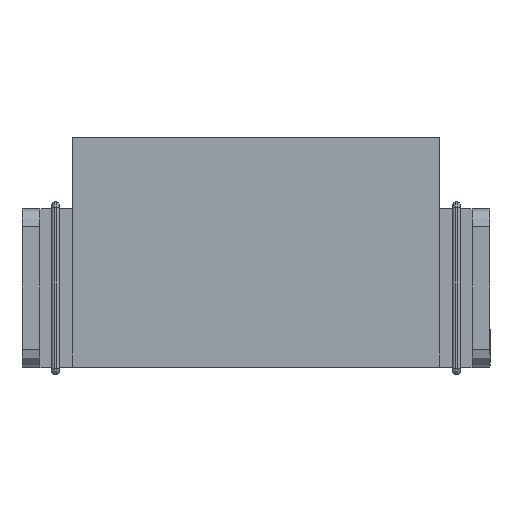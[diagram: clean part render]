
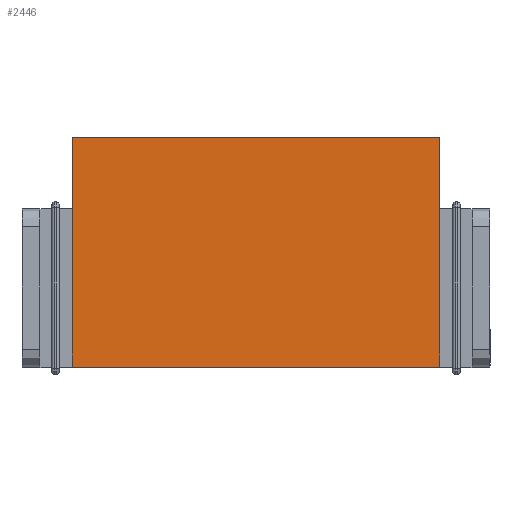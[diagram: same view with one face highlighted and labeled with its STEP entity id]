
A CAD part, top view. The second image highlights one B-rep face of the part: STEP entity #2446.
In plain terms, the highlighted planar face has unit normal (0, 0, 1).
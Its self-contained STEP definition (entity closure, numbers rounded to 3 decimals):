
#311 = CARTESIAN_POINT ( 'NONE',  ( -7.677, 9.61, 8.51 ) ) ;
#1463 = PLANE ( 'NONE',  #10953 ) ;
#1477 = LINE ( 'NONE', #7411, #21532 ) ;
#2446 = ADVANCED_FACE ( 'NONE', ( #14193 ), #1463, .F. ) ;
#2464 = EDGE_LOOP ( 'NONE', ( #26217, #8254, #13508, #3331 ) ) ;
#3233 = EDGE_CURVE ( 'NONE', #28307, #24997, #23225, .T. ) ;
#3331 = ORIENTED_EDGE ( 'NONE', *, *, #5126, .F. ) ;
#3357 = CARTESIAN_POINT ( 'NONE',  ( -9.78, 9.61, 8.51 ) ) ;
#5126 = EDGE_CURVE ( 'NONE', #24997, #16843, #1477, .T. ) ;
#6991 = CARTESIAN_POINT ( 'NONE',  ( -7.677, 9.61, 8.51 ) ) ;
#7411 = CARTESIAN_POINT ( 'NONE',  ( -9.78, 0., 8.51 ) ) ;
#7818 = CARTESIAN_POINT ( 'NONE',  ( 7.677, 9.61, 8.51 ) ) ;
#8096 = VECTOR ( 'NONE', #11213, 1000. ) ;
#8254 = ORIENTED_EDGE ( 'NONE', *, *, #24870, .F. ) ;
#10953 = AXIS2_PLACEMENT_3D ( 'NONE', #3357, #21041, #12332 ) ;
#11213 = DIRECTION ( 'NONE',  ( 0., 1., 0. ) ) ;
#12332 = DIRECTION ( 'NONE',  ( -1., 0., 0. ) ) ;
#12957 = VERTEX_POINT ( 'NONE', #311 ) ;
#13266 = CARTESIAN_POINT ( 'NONE',  ( 7.677, 9.61, 8.51 ) ) ;
#13375 = LINE ( 'NONE', #22252, #18740 ) ;
#13508 = ORIENTED_EDGE ( 'NONE', *, *, #24900, .F. ) ;
#14193 = FACE_OUTER_BOUND ( 'NONE', #2464, .T. ) ;
#14521 = CARTESIAN_POINT ( 'NONE',  ( 7.677, 0., 8.51 ) ) ;
#16843 = VERTEX_POINT ( 'NONE', #24118 ) ;
#18720 = DIRECTION ( 'NONE',  ( -1., 0., 0. ) ) ;
#18740 = VECTOR ( 'NONE', #20197, 1000. ) ;
#19903 = LINE ( 'NONE', #6991, #8096 ) ;
#20197 = DIRECTION ( 'NONE',  ( 1., 0., 0. ) ) ;
#21041 = DIRECTION ( 'NONE',  ( 0., 0., -1. ) ) ;
#21532 = VECTOR ( 'NONE', #18720, 1000. ) ;
#22252 = CARTESIAN_POINT ( 'NONE',  ( 0., 9.61, 8.51 ) ) ;
#23225 = LINE ( 'NONE', #7818, #28600 ) ;
#23524 = DIRECTION ( 'NONE',  ( 0., -1., 0. ) ) ;
#24118 = CARTESIAN_POINT ( 'NONE',  ( -7.677, 0., 8.51 ) ) ;
#24870 = EDGE_CURVE ( 'NONE', #12957, #28307, #13375, .T. ) ;
#24900 = EDGE_CURVE ( 'NONE', #16843, #12957, #19903, .T. ) ;
#24997 = VERTEX_POINT ( 'NONE', #14521 ) ;
#26217 = ORIENTED_EDGE ( 'NONE', *, *, #3233, .F. ) ;
#28307 = VERTEX_POINT ( 'NONE', #13266 ) ;
#28600 = VECTOR ( 'NONE', #23524, 1000. ) ;
